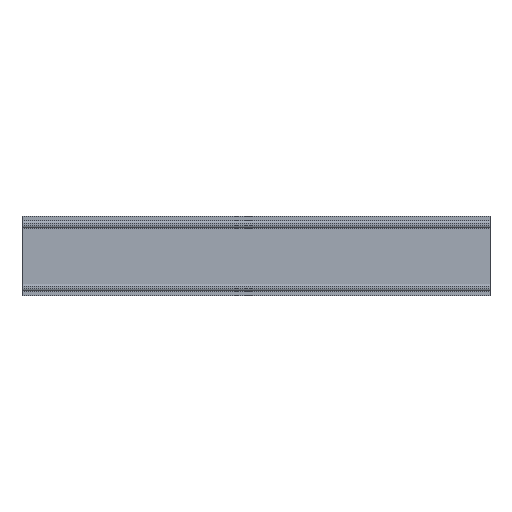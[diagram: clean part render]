
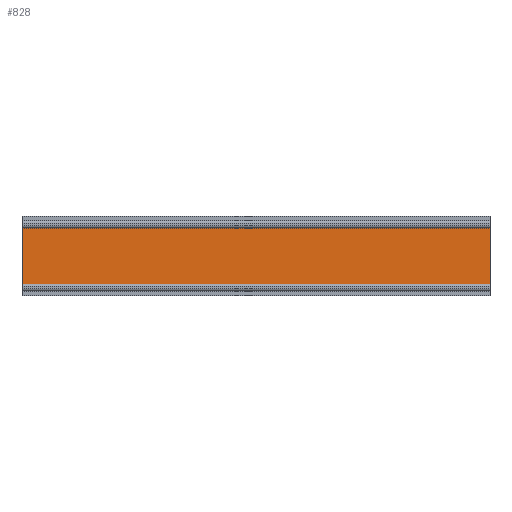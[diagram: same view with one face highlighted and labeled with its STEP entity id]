
A CAD part, top view. The second image highlights one B-rep face of the part: STEP entity #828.
In plain terms, the highlighted planar face has unit normal (0, 0, 1).
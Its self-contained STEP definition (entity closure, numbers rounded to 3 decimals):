
#91 = ORIENTED_EDGE ( 'NONE', *, *, #739, .T. ) ;
#92 = ORIENTED_EDGE ( 'NONE', *, *, #746, .T. ) ;
#156 = ORIENTED_EDGE ( 'NONE', *, *, #749, .F. ) ;
#157 = ORIENTED_EDGE ( 'NONE', *, *, #748, .F. ) ;
#175 = EDGE_LOOP ( 'NONE', ( #92, #157, #156, #91 ) ) ;
#184 = VERTEX_POINT ( 'NONE', #576 ) ;
#196 = VERTEX_POINT ( 'NONE', #596 ) ;
#197 = VERTEX_POINT ( 'NONE', #628 ) ;
#217 = VERTEX_POINT ( 'NONE', #720 ) ;
#231 = DIRECTION ( 'NONE',  ( 0., 0., -1. ) ) ;
#240 = PLANE ( 'NONE',  #742 ) ;
#291 = DIRECTION ( 'NONE',  ( -1., 0., 0. ) ) ;
#320 = CARTESIAN_POINT ( 'NONE',  ( 50., -6., 2. ) ) ;
#375 = VECTOR ( 'NONE', #597, 1000. ) ;
#419 = LINE ( 'NONE', #640, #551 ) ;
#420 = VECTOR ( 'NONE', #650, 1000. ) ;
#422 = LINE ( 'NONE', #697, #420 ) ;
#427 = LINE ( 'NONE', #678, #375 ) ;
#446 = FACE_OUTER_BOUND ( 'NONE', #175, .T. ) ;
#528 = LINE ( 'NONE', #687, #567 ) ;
#551 = VECTOR ( 'NONE', #713, 1000. ) ;
#567 = VECTOR ( 'NONE', #684, 1000. ) ;
#576 = CARTESIAN_POINT ( 'NONE',  ( 50., -6., 2. ) ) ;
#596 = CARTESIAN_POINT ( 'NONE',  ( -50., 6., 2. ) ) ;
#597 = DIRECTION ( 'NONE',  ( 0., -1., 0. ) ) ;
#628 = CARTESIAN_POINT ( 'NONE',  ( 50., 6., 2. ) ) ;
#640 = CARTESIAN_POINT ( 'NONE',  ( 50., -6., 2. ) ) ;
#650 = DIRECTION ( 'NONE',  ( -1., 0., 0. ) ) ;
#678 = CARTESIAN_POINT ( 'NONE',  ( -50., -6., 2. ) ) ;
#684 = DIRECTION ( 'NONE',  ( -1., 0., 0. ) ) ;
#687 = CARTESIAN_POINT ( 'NONE',  ( 50., -6., 2. ) ) ;
#697 = CARTESIAN_POINT ( 'NONE',  ( 50., 6., 2. ) ) ;
#713 = DIRECTION ( 'NONE',  ( 0., -1., 0. ) ) ;
#720 = CARTESIAN_POINT ( 'NONE',  ( -50., -6., 2. ) ) ;
#739 = EDGE_CURVE ( 'NONE', #197, #196, #422, .T. ) ;
#742 = AXIS2_PLACEMENT_3D ( 'NONE', #320, #231, #291 ) ;
#746 = EDGE_CURVE ( 'NONE', #196, #217, #427, .T. ) ;
#748 = EDGE_CURVE ( 'NONE', #184, #217, #528, .T. ) ;
#749 = EDGE_CURVE ( 'NONE', #197, #184, #419, .T. ) ;
#828 = ADVANCED_FACE ( 'NONE', ( #446 ), #240, .F. ) ;
